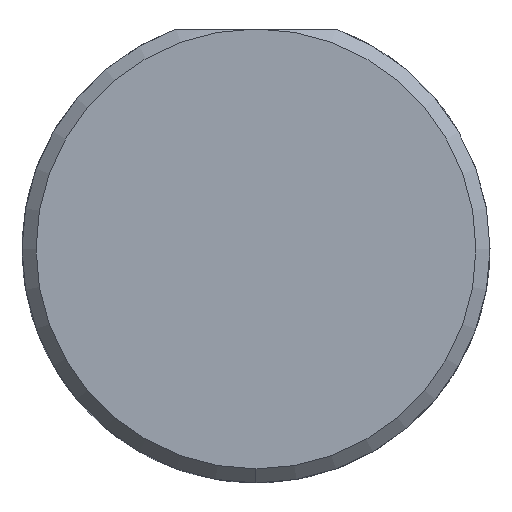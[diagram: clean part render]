
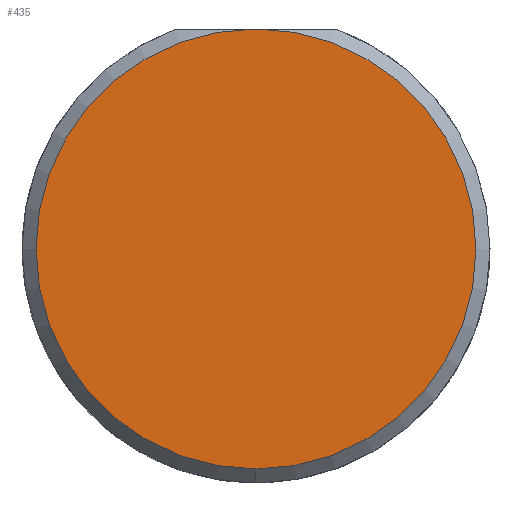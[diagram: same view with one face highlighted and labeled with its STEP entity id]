
A CAD part, left-side view. The second image highlights one B-rep face of the part: STEP entity #435.
In plain terms, the highlighted planar face has unit normal (-1, 0, 0).
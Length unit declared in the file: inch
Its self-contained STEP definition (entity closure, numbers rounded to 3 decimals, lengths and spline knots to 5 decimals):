
#20 = PLANE ( 'NONE',  #595 ) ;
#160 = CARTESIAN_POINT ( 'NONE',  ( 0., 0., 0. ) ) ;
#207 = ORIENTED_EDGE ( 'NONE', *, *, #607, .T. ) ;
#246 = CIRCLE ( 'NONE', #423, 0.23485 ) ;
#253 = VERTEX_POINT ( 'NONE', #407 ) ;
#307 = DIRECTION ( 'NONE',  ( -1., 0., 0. ) ) ;
#358 = DIRECTION ( 'NONE',  ( 0., 0., -1. ) ) ;
#365 = AXIS2_PLACEMENT_3D ( 'NONE', #439, #643, #771 ) ;
#385 = ORIENTED_EDGE ( 'NONE', *, *, #752, .T. ) ;
#407 = CARTESIAN_POINT ( 'NONE',  ( 0., 0., -0.23485 ) ) ;
#413 = DIRECTION ( 'NONE',  ( 0., 0., -1. ) ) ;
#423 = AXIS2_PLACEMENT_3D ( 'NONE', #160, #307, #413 ) ;
#435 = ADVANCED_FACE ( 'NONE', ( #600 ), #20, .F. ) ;
#439 = CARTESIAN_POINT ( 'NONE',  ( 0., 0., 0. ) ) ;
#586 = EDGE_LOOP ( 'NONE', ( #385, #207 ) ) ;
#590 = CIRCLE ( 'NONE', #365, 0.23485 ) ;
#595 = AXIS2_PLACEMENT_3D ( 'NONE', #610, #689, #358 ) ;
#600 = FACE_OUTER_BOUND ( 'NONE', #586, .T. ) ;
#607 = EDGE_CURVE ( 'NONE', #253, #740, #590, .T. ) ;
#610 = CARTESIAN_POINT ( 'NONE',  ( 0., 0., 0. ) ) ;
#643 = DIRECTION ( 'NONE',  ( -1., 0., 0. ) ) ;
#689 = DIRECTION ( 'NONE',  ( 1., 0., 0. ) ) ;
#735 = CARTESIAN_POINT ( 'NONE',  ( 0., 0., 0.23485 ) ) ;
#740 = VERTEX_POINT ( 'NONE', #735 ) ;
#752 = EDGE_CURVE ( 'NONE', #740, #253, #246, .T. ) ;
#771 = DIRECTION ( 'NONE',  ( 0., 0., -1. ) ) ;
